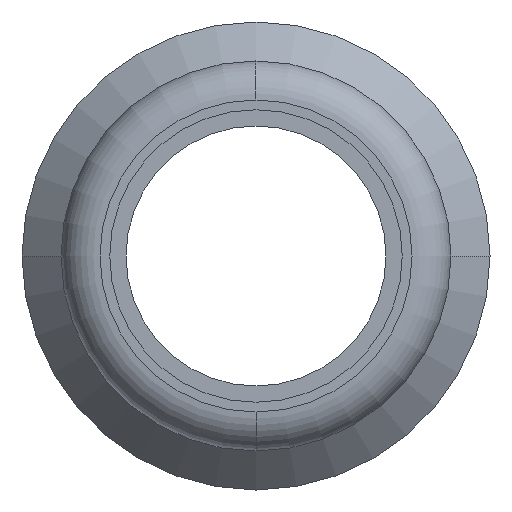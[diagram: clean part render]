
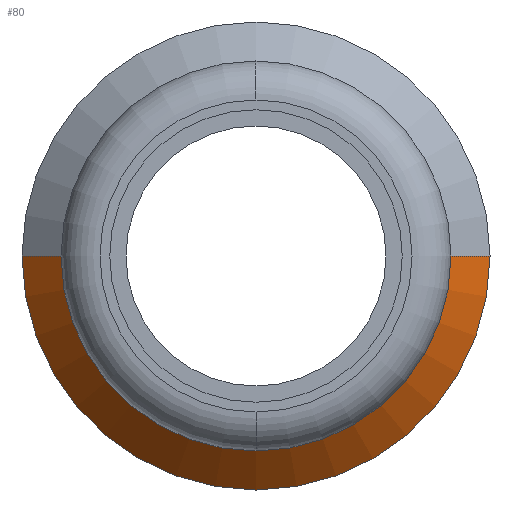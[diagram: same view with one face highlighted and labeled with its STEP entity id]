
A CAD part, front view. The second image highlights one B-rep face of the part: STEP entity #80.
In plain terms, the highlighted conical face has half-angle 45 degrees and reference radius 5.5 mm.
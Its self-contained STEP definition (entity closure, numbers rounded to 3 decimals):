
#80=ADVANCED_FACE('',(#188),#189,.T.);
#188=FACE_OUTER_BOUND('',#329,.T.);
#189=CONICAL_SURFACE('',#330,5.5,0.785);
#329=EDGE_LOOP('',(#499,#500,#501,#502));
#330=AXIS2_PLACEMENT_3D('',#503,#504,#505);
#499=ORIENTED_EDGE('',*,*,#822,.F.);
#500=ORIENTED_EDGE('',*,*,#823,.T.);
#501=ORIENTED_EDGE('',*,*,#824,.F.);
#502=ORIENTED_EDGE('',*,*,#819,.F.);
#503=CARTESIAN_POINT('',(0.0,5.5,0.0));
#504=DIRECTION('',(-0.0,1.0,-0.0));
#505=DIRECTION('',(1.0,0.0,0.0));
#819=EDGE_CURVE('',#968,#970,#971,.T.);
#822=EDGE_CURVE('',#974,#968,#975,.T.);
#823=EDGE_CURVE('',#974,#976,#977,.T.);
#824=EDGE_CURVE('',#970,#976,#978,.T.);
#968=VERTEX_POINT('',#1168);
#970=VERTEX_POINT('',#1171);
#971=CIRCLE('',#1172,6.0);
#974=VERTEX_POINT('',#1176);
#975=LINE('',#1177,#1178);
#976=VERTEX_POINT('',#1179);
#977=CIRCLE('',#1180,5.0);
#978=LINE('',#1181,#1182);
#1168=CARTESIAN_POINT('',(6.0,6.0,0.0));
#1171=CARTESIAN_POINT('',(-6.0,6.0,0.));
#1172=AXIS2_PLACEMENT_3D('',#1368,#1369,#1370);
#1176=CARTESIAN_POINT('',(5.0,5.0,0.0));
#1177=CARTESIAN_POINT('',(5.5,5.5,0.));
#1178=VECTOR('',#1372,1.0);
#1179=CARTESIAN_POINT('',(-5.0,5.0,0.));
#1180=AXIS2_PLACEMENT_3D('',#1373,#1374,#1375);
#1181=CARTESIAN_POINT('',(-5.5,5.5,0.));
#1182=VECTOR('',#1376,1.0);
#1368=CARTESIAN_POINT('',(0.0,6.0,0.0));
#1369=DIRECTION('',(-0.0,1.0,0.0));
#1370=DIRECTION('',(1.0,0.0,0.0));
#1372=DIRECTION('',(0.707,0.707,0.));
#1373=CARTESIAN_POINT('',(0.0,5.0,0.0));
#1374=DIRECTION('',(-0.0,1.0,0.0));
#1375=DIRECTION('',(1.0,0.0,0.0));
#1376=DIRECTION('',(0.707,-0.707,0.));
